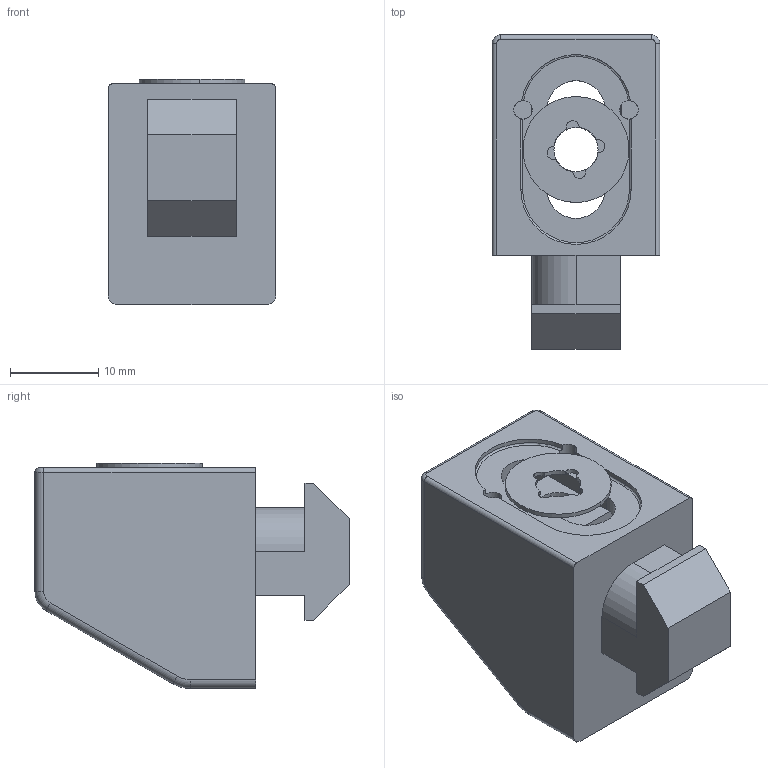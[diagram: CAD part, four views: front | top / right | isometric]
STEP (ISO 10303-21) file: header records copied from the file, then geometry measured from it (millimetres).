
FILE_DESCRIPTION(('FreeCAD Model'),'2;1');
FILE_NAME('Open CASCADE Shape Model','2024-03-19T16:56:04',(''),(''), 'Open CASCADE STEP processor 7.6','FreeCAD','Unknown');
FILE_SCHEMA(('AUTOMOTIVE_DESIGN { 1 0 10303 214 1 1 1 1 }'));
Length unit declared in the file: millimetre
Products named in the file (4): STB10-UNIB25; SOLID; SOLID001; SOLID002
Assembly tree (3 placements, depth 2):
  STB10-UNIB25
    SOLID
    SOLID001
    SOLID002
Bounding box: 19 x 35.6 x 25.5 mm (x, y, z)
Volume: 6469.1 mm3; surface area: 5093.3 mm2
Topology: 3 solids, 3 shells, 130 faces, 341 edges, 220 vertices
Faces by surface type: plane 72, cylinder 46, torus 12
Entity records: 8900 total; most frequent: CARTESIAN_POINT 1863, DIRECTION 1349, LINE 831, VECTOR 831, ORIENTED_EDGE 682, PCURVE 682, DEFINITIONAL_REPRESENTATION 682, EDGE_CURVE 341
